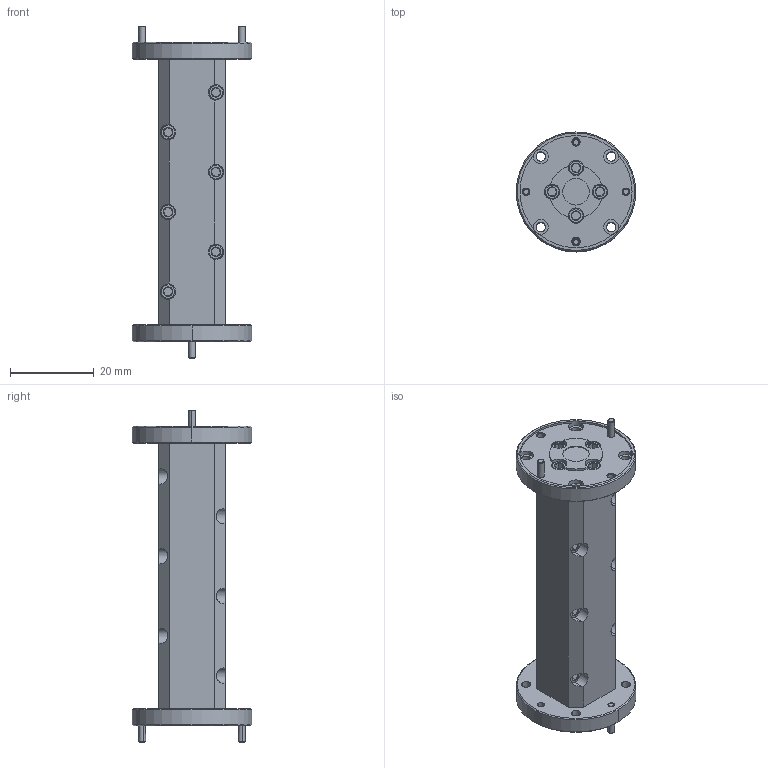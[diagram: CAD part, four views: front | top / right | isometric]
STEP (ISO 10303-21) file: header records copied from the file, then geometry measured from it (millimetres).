
FILE_DESCRIPTION (( 'STEP AP214' ), '1' );
FILE_NAME ('AS-FQF-250-A, Defeatured.STEP', '2024-04-11T18:07:00', ( '' ), ( '' ), 'SwSTEP 2.0', 'SolidWorks 2021', '' );
FILE_SCHEMA (( 'AUTOMOTIVE_DESIGN' ));
Length unit declared in the file: inch
Products named in the file (1): AS-FQF-250-A, Defeatured
Bounding box: 28.57 x 28.57 x 79.38 mm (x, y, z)
Volume: 19349.8 mm3; surface area: 8305.6 mm2
Topology: 1 solids, 1 shells, 652 faces, 1430 edges, 836 vertices
Faces by surface type: cone 260, plane 230, cylinder 162
Entity records: 26668 total; most frequent: CARTESIAN_POINT 3807, DIRECTION 3172, ORIENTED_EDGE 2860, EDGE_CURVE 1430, AXIS2_PLACEMENT_3D 1265, VERTEX_POINT 836, EDGE_LOOP 732, UNCERTAINTY_MEASURE_WITH_UNIT 653
